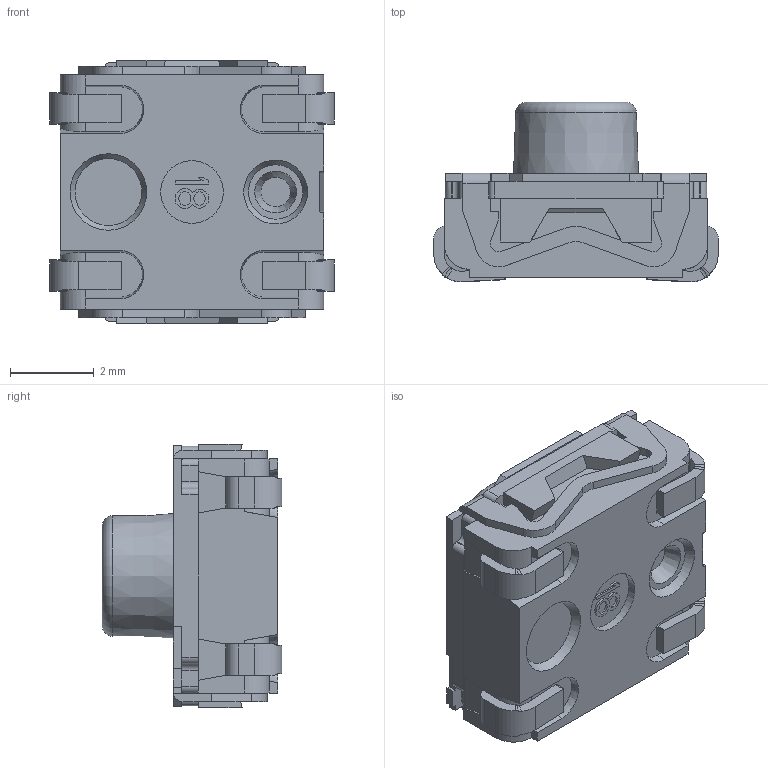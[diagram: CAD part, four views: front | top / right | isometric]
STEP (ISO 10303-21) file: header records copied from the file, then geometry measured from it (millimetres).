
FILE_DESCRIPTION( ( 'STEP AP214' ), ' ' );
FILE_NAME( 'psolqas08441606015.stp', '2017-10-30T07:44:16', ( '' ), ( '' ), ' ', 'PARTsolutions', ' ' );
FILE_SCHEMA( ( 'AUTOMOTIVE_DESIGN { 1 0 10303 214 1 1 1 1 }' ) );
Length unit declared in the file: metre
Products named in the file (1): 1
Bounding box: 6.8 x 4.3 x 6.3 mm (x, y, z)
Volume: 101.4 mm3; surface area: 199.5 mm2
Topology: 1 solids, 1 shells, 511 faces, 1470 edges, 970 vertices
Faces by surface type: plane 418, cylinder 67, bspline 16, cone 8, torus 2
Full cylindrical faces by diameter (mm): 1.5 x1, 3.28 x1
Entity records: 16977 total; most frequent: CARTESIAN_POINT 3635, ORIENTED_EDGE 2914, DIRECTION 2538, EDGE_CURVE 1457, LINE 1242, VECTOR 1242, VERTEX_POINT 965, AXIS2_PLACEMENT_3D 648
